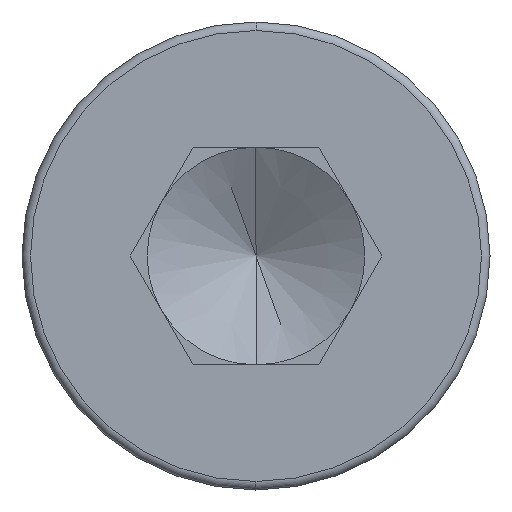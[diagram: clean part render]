
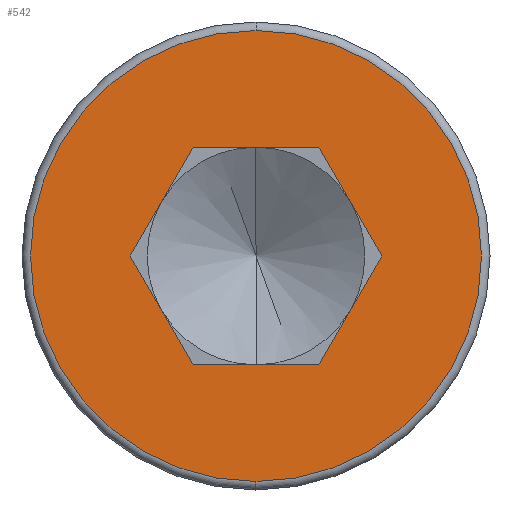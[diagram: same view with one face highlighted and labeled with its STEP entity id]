
A CAD part, left-side view. The second image highlights one B-rep face of the part: STEP entity #542.
In plain terms, the highlighted planar face has unit normal (-1, 0, 0).
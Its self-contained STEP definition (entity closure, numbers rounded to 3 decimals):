
#3 = CARTESIAN_POINT ( 'NONE',  ( -17.094, 5.045, 0. ) ) ;
#5 = DIRECTION ( 'NONE',  ( 0., -0.5, -0.866 ) ) ;
#17 = EDGE_CURVE ( 'NONE', #660, #264, #734, .T. ) ;
#26 = DIRECTION ( 'NONE',  ( -1., 0., 0. ) ) ;
#31 = FACE_BOUND ( 'NONE', #248, .T. ) ;
#39 = VECTOR ( 'NONE', #397, 1000. ) ;
#43 = ORIENTED_EDGE ( 'NONE', *, *, #392, .F. ) ;
#48 = DIRECTION ( 'NONE',  ( 0., 0., 1. ) ) ;
#52 = CARTESIAN_POINT ( 'NONE',  ( -17.094, 3.567, 0. ) ) ;
#84 = CARTESIAN_POINT ( 'NONE',  ( -17.094, 3.567, -2.65 ) ) ;
#95 = VERTEX_POINT ( 'NONE', #636 ) ;
#97 = DIRECTION ( 'NONE',  ( 0., 0.5, -0.866 ) ) ;
#118 = EDGE_CURVE ( 'NONE', #430, #340, #280, .T. ) ;
#128 = LINE ( 'NONE', #3, #411 ) ;
#135 = CARTESIAN_POINT ( 'NONE',  ( -17.094, 3.567, 0. ) ) ;
#157 = EDGE_LOOP ( 'NONE', ( #484, #471 ) ) ;
#171 = VECTOR ( 'NONE', #456, 1000. ) ;
#173 = VECTOR ( 'NONE', #518, 1000. ) ;
#191 = DIRECTION ( 'NONE',  ( 0., 0., 1. ) ) ;
#197 = AXIS2_PLACEMENT_3D ( 'NONE', #357, #26, #591 ) ;
#200 = EDGE_CURVE ( 'NONE', #539, #95, #595, .T. ) ;
#219 = LINE ( 'NONE', #741, #236 ) ;
#221 = CARTESIAN_POINT ( 'NONE',  ( -17.094, 5.045, 0. ) ) ;
#229 = EDGE_CURVE ( 'NONE', #299, #381, #515, .T. ) ;
#233 = ORIENTED_EDGE ( 'NONE', *, *, #17, .T. ) ;
#236 = VECTOR ( 'NONE', #97, 1000. ) ;
#239 = EDGE_CURVE ( 'NONE', #381, #340, #219, .T. ) ;
#242 = ORIENTED_EDGE ( 'NONE', *, *, #369, .F. ) ;
#248 = EDGE_LOOP ( 'NONE', ( #233, #242, #543, #279, #422, #43 ) ) ;
#258 = DIRECTION ( 'NONE',  ( -1., 0., 0. ) ) ;
#264 = VERTEX_POINT ( 'NONE', #728 ) ;
#276 = DIRECTION ( 'NONE',  ( -1., 0., 0. ) ) ;
#279 = ORIENTED_EDGE ( 'NONE', *, *, #239, .T. ) ;
#280 = LINE ( 'NONE', #570, #339 ) ;
#289 = CARTESIAN_POINT ( 'NONE',  ( -17.094, 2.828, 1.28 ) ) ;
#299 = VERTEX_POINT ( 'NONE', #588 ) ;
#309 = FACE_OUTER_BOUND ( 'NONE', #157, .T. ) ;
#339 = VECTOR ( 'NONE', #506, 1000. ) ;
#340 = VERTEX_POINT ( 'NONE', #645 ) ;
#357 = CARTESIAN_POINT ( 'NONE',  ( -17.094, 3.567, 0. ) ) ;
#365 = AXIS2_PLACEMENT_3D ( 'NONE', #135, #258, #191 ) ;
#369 = EDGE_CURVE ( 'NONE', #299, #264, #525, .T. ) ;
#381 = VERTEX_POINT ( 'NONE', #468 ) ;
#392 = EDGE_CURVE ( 'NONE', #660, #430, #128, .T. ) ;
#397 = DIRECTION ( 'NONE',  ( 0., -0.5, -0.866 ) ) ;
#411 = VECTOR ( 'NONE', #5, 1000. ) ;
#422 = ORIENTED_EDGE ( 'NONE', *, *, #118, .F. ) ;
#430 = VERTEX_POINT ( 'NONE', #650 ) ;
#434 = CIRCLE ( 'NONE', #197, 2.65 ) ;
#445 = EDGE_CURVE ( 'NONE', #95, #539, #434, .T. ) ;
#456 = DIRECTION ( 'NONE',  ( 0., -0.5, 0.866 ) ) ;
#458 = CARTESIAN_POINT ( 'NONE',  ( -17.094, 5.045, 0. ) ) ;
#468 = CARTESIAN_POINT ( 'NONE',  ( -17.094, 2.089, 0. ) ) ;
#471 = ORIENTED_EDGE ( 'NONE', *, *, #200, .T. ) ;
#484 = ORIENTED_EDGE ( 'NONE', *, *, #445, .T. ) ;
#502 = CARTESIAN_POINT ( 'NONE',  ( -17.094, 2.828, 1.28 ) ) ;
#506 = DIRECTION ( 'NONE',  ( 0., -1., 0. ) ) ;
#513 = AXIS2_PLACEMENT_3D ( 'NONE', #52, #276, #48 ) ;
#515 = LINE ( 'NONE', #502, #39 ) ;
#518 = DIRECTION ( 'NONE',  ( 0., 1., 0. ) ) ;
#525 = LINE ( 'NONE', #289, #173 ) ;
#539 = VERTEX_POINT ( 'NONE', #84 ) ;
#542 = ADVANCED_FACE ( 'NONE', ( #309, #31 ), #716, .T. ) ;
#543 = ORIENTED_EDGE ( 'NONE', *, *, #229, .T. ) ;
#570 = CARTESIAN_POINT ( 'NONE',  ( -17.094, 4.306, -1.28 ) ) ;
#588 = CARTESIAN_POINT ( 'NONE',  ( -17.094, 2.828, 1.28 ) ) ;
#591 = DIRECTION ( 'NONE',  ( 0., 0., 1. ) ) ;
#595 = CIRCLE ( 'NONE', #513, 2.65 ) ;
#636 = CARTESIAN_POINT ( 'NONE',  ( -17.094, 3.567, 2.65 ) ) ;
#645 = CARTESIAN_POINT ( 'NONE',  ( -17.094, 2.828, -1.28 ) ) ;
#650 = CARTESIAN_POINT ( 'NONE',  ( -17.094, 4.306, -1.28 ) ) ;
#660 = VERTEX_POINT ( 'NONE', #458 ) ;
#716 = PLANE ( 'NONE',  #365 ) ;
#728 = CARTESIAN_POINT ( 'NONE',  ( -17.094, 4.306, 1.28 ) ) ;
#734 = LINE ( 'NONE', #221, #171 ) ;
#741 = CARTESIAN_POINT ( 'NONE',  ( -17.094, 2.089, 0. ) ) ;
